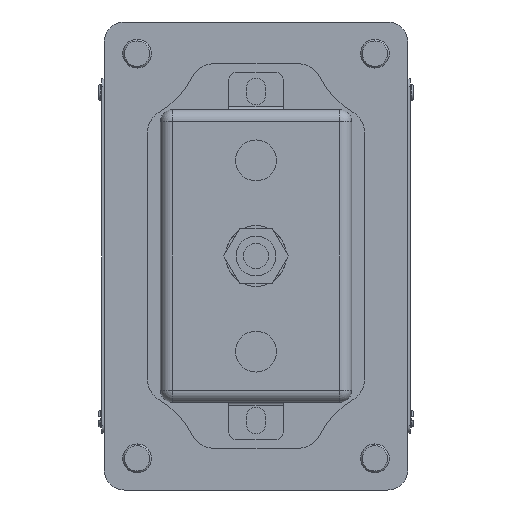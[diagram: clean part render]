
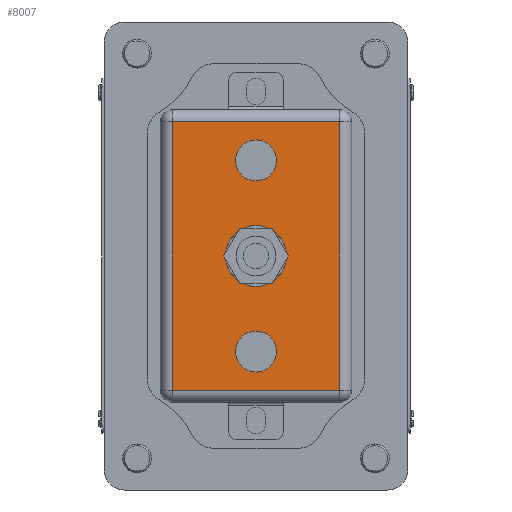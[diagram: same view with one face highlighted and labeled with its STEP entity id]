
A CAD part, front view. The second image highlights one B-rep face of the part: STEP entity #8007.
In plain terms, the highlighted planar face has unit normal (0, -1, 0).
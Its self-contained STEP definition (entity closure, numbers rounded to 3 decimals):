
#29 = DIRECTION ( 'NONE',  ( -1., 0., 0. ) ) ;
#268 = CARTESIAN_POINT ( 'NONE',  ( 0., -11.629, 18.875 ) ) ;
#363 = CARTESIAN_POINT ( 'NONE',  ( 0., -11.629, 24. ) ) ;
#379 = VECTOR ( 'NONE', #7912, 1000. ) ;
#447 = CARTESIAN_POINT ( 'NONE',  ( 21., -11.629, -33.75 ) ) ;
#711 = ORIENTED_EDGE ( 'NONE', *, *, #20344, .F. ) ;
#728 = EDGE_CURVE ( 'NONE', #20470, #9062, #10998, .T. ) ;
#848 = DIRECTION ( 'NONE',  ( 0., 0., -1. ) ) ;
#872 = VECTOR ( 'NONE', #848, 1000. ) ;
#918 = EDGE_CURVE ( 'NONE', #9062, #20470, #14989, .T. ) ;
#1294 = CIRCLE ( 'NONE', #13819, 5.125 ) ;
#1435 = CARTESIAN_POINT ( 'NONE',  ( 21., -11.629, -33.75 ) ) ;
#1462 = CARTESIAN_POINT ( 'NONE',  ( -21., -11.629, -33.75 ) ) ;
#1494 = CARTESIAN_POINT ( 'NONE',  ( -21., -11.629, -33.75 ) ) ;
#1967 = DIRECTION ( 'NONE',  ( 0., 0., -1. ) ) ;
#2033 = EDGE_CURVE ( 'NONE', #3578, #19335, #5167, .T. ) ;
#2304 = VERTEX_POINT ( 'NONE', #16824 ) ;
#2395 = ORIENTED_EDGE ( 'NONE', *, *, #16406, .F. ) ;
#3110 = DIRECTION ( 'NONE',  ( 0., 0., -1. ) ) ;
#3129 = DIRECTION ( 'NONE',  ( 0., -1., 0. ) ) ;
#3208 = CARTESIAN_POINT ( 'NONE',  ( 0., -11.629, 0. ) ) ;
#3429 = FACE_BOUND ( 'NONE', #9781, .T. ) ;
#3578 = VERTEX_POINT ( 'NONE', #4522 ) ;
#4141 = ORIENTED_EDGE ( 'NONE', *, *, #10944, .T. ) ;
#4522 = CARTESIAN_POINT ( 'NONE',  ( -21., -11.629, 33.75 ) ) ;
#4557 = AXIS2_PLACEMENT_3D ( 'NONE', #3208, #3129, #3110 ) ;
#4702 = ORIENTED_EDGE ( 'NONE', *, *, #10526, .T. ) ;
#5084 = CARTESIAN_POINT ( 'NONE',  ( 0., -11.629, 24. ) ) ;
#5167 = LINE ( 'NONE', #1494, #872 ) ;
#6443 = AXIS2_PLACEMENT_3D ( 'NONE', #447, #20432, #20370 ) ;
#6524 = CIRCLE ( 'NONE', #11304, 5.125 ) ;
#6667 = DIRECTION ( 'NONE',  ( 0., 0., -1. ) ) ;
#6837 = AXIS2_PLACEMENT_3D ( 'NONE', #7018, #6950, #6973 ) ;
#6950 = DIRECTION ( 'NONE',  ( 0., -1., 0. ) ) ;
#6973 = DIRECTION ( 'NONE',  ( 0., 0., -1. ) ) ;
#7018 = CARTESIAN_POINT ( 'NONE',  ( 0., -11.629, -24. ) ) ;
#7206 = PLANE ( 'NONE',  #6443 ) ;
#7464 = ORIENTED_EDGE ( 'NONE', *, *, #2033, .T. ) ;
#7714 = FACE_OUTER_BOUND ( 'NONE', #9061, .T. ) ;
#7849 = DIRECTION ( 'NONE',  ( 0., -1., 0. ) ) ;
#7912 = DIRECTION ( 'NONE',  ( 0., 0., 1. ) ) ;
#7960 = VECTOR ( 'NONE', #29, 1000. ) ;
#8007 = ADVANCED_FACE ( 'NONE', ( #7714, #11958, #16163, #3429 ), #7206, .T. ) ;
#8313 = EDGE_CURVE ( 'NONE', #16727, #14778, #10925, .T. ) ;
#8492 = DIRECTION ( 'NONE',  ( 0., -1., 0. ) ) ;
#8541 = DIRECTION ( 'NONE',  ( 0., 0., -1. ) ) ;
#8556 = CARTESIAN_POINT ( 'NONE',  ( 0., -11.629, -24. ) ) ;
#8577 = ORIENTED_EDGE ( 'NONE', *, *, #728, .F. ) ;
#8786 = CIRCLE ( 'NONE', #16867, 7.625 ) ;
#9061 = EDGE_LOOP ( 'NONE', ( #7464, #4702, #16414, #4141 ) ) ;
#9062 = VERTEX_POINT ( 'NONE', #19025 ) ;
#9781 = EDGE_LOOP ( 'NONE', ( #14521, #20029 ) ) ;
#9800 = EDGE_LOOP ( 'NONE', ( #18387, #8577 ) ) ;
#9865 = CARTESIAN_POINT ( 'NONE',  ( 0., -11.629, -7.625 ) ) ;
#10450 = AXIS2_PLACEMENT_3D ( 'NONE', #8556, #8492, #8541 ) ;
#10526 = EDGE_CURVE ( 'NONE', #19335, #14601, #13743, .T. ) ;
#10925 = CIRCLE ( 'NONE', #4557, 7.625 ) ;
#10944 = EDGE_CURVE ( 'NONE', #2304, #3578, #19417, .T. ) ;
#10998 = CIRCLE ( 'NONE', #10450, 5.125 ) ;
#11289 = CARTESIAN_POINT ( 'NONE',  ( 21., -11.629, 33.75 ) ) ;
#11304 = AXIS2_PLACEMENT_3D ( 'NONE', #363, #11604, #1967 ) ;
#11326 = CARTESIAN_POINT ( 'NONE',  ( 21., -11.629, -33.75 ) ) ;
#11604 = DIRECTION ( 'NONE',  ( 0., -1., 0. ) ) ;
#11922 = CARTESIAN_POINT ( 'NONE',  ( 0., -11.629, -18.875 ) ) ;
#11958 = FACE_BOUND ( 'NONE', #14528, .T. ) ;
#12186 = CARTESIAN_POINT ( 'NONE',  ( 0., -11.629, 29.125 ) ) ;
#12335 = VERTEX_POINT ( 'NONE', #268 ) ;
#13225 = EDGE_CURVE ( 'NONE', #14778, #16727, #8786, .T. ) ;
#13706 = LINE ( 'NONE', #1435, #379 ) ;
#13743 = LINE ( 'NONE', #11326, #17847 ) ;
#13819 = AXIS2_PLACEMENT_3D ( 'NONE', #5084, #16205, #6667 ) ;
#14521 = ORIENTED_EDGE ( 'NONE', *, *, #8313, .F. ) ;
#14528 = EDGE_LOOP ( 'NONE', ( #2395, #711 ) ) ;
#14601 = VERTEX_POINT ( 'NONE', #15730 ) ;
#14778 = VERTEX_POINT ( 'NONE', #9865 ) ;
#14989 = CIRCLE ( 'NONE', #6837, 5.125 ) ;
#15730 = CARTESIAN_POINT ( 'NONE',  ( 21., -11.629, -33.75 ) ) ;
#16046 = VERTEX_POINT ( 'NONE', #12186 ) ;
#16163 = FACE_BOUND ( 'NONE', #9800, .T. ) ;
#16205 = DIRECTION ( 'NONE',  ( 0., -1., 0. ) ) ;
#16406 = EDGE_CURVE ( 'NONE', #12335, #16046, #6524, .T. ) ;
#16414 = ORIENTED_EDGE ( 'NONE', *, *, #17798, .T. ) ;
#16727 = VERTEX_POINT ( 'NONE', #17284 ) ;
#16824 = CARTESIAN_POINT ( 'NONE',  ( 21., -11.629, 33.75 ) ) ;
#16867 = AXIS2_PLACEMENT_3D ( 'NONE', #17306, #7849, #18804 ) ;
#17284 = CARTESIAN_POINT ( 'NONE',  ( 0., -11.629, 7.625 ) ) ;
#17306 = CARTESIAN_POINT ( 'NONE',  ( 0., -11.629, 0. ) ) ;
#17798 = EDGE_CURVE ( 'NONE', #14601, #2304, #13706, .T. ) ;
#17847 = VECTOR ( 'NONE', #18917, 1000. ) ;
#18387 = ORIENTED_EDGE ( 'NONE', *, *, #918, .F. ) ;
#18804 = DIRECTION ( 'NONE',  ( 0., 0., -1. ) ) ;
#18917 = DIRECTION ( 'NONE',  ( 1., 0., 0. ) ) ;
#19025 = CARTESIAN_POINT ( 'NONE',  ( 0., -11.629, -29.125 ) ) ;
#19335 = VERTEX_POINT ( 'NONE', #1462 ) ;
#19417 = LINE ( 'NONE', #11289, #7960 ) ;
#20029 = ORIENTED_EDGE ( 'NONE', *, *, #13225, .F. ) ;
#20344 = EDGE_CURVE ( 'NONE', #16046, #12335, #1294, .T. ) ;
#20370 = DIRECTION ( 'NONE',  ( 0., 0., -1. ) ) ;
#20432 = DIRECTION ( 'NONE',  ( 0., -1., 0. ) ) ;
#20470 = VERTEX_POINT ( 'NONE', #11922 ) ;
